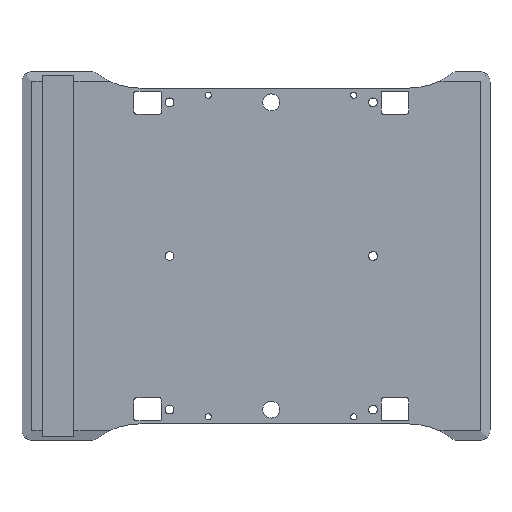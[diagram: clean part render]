
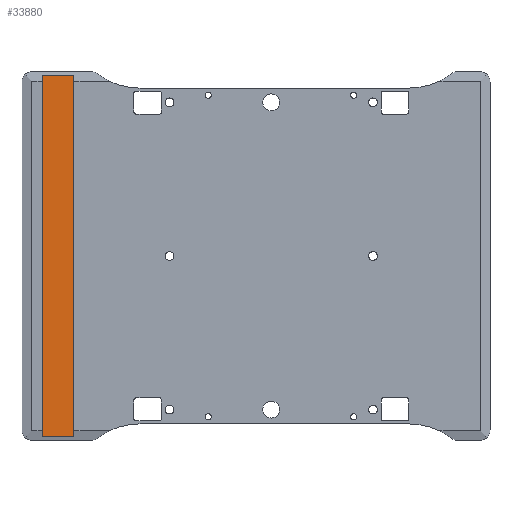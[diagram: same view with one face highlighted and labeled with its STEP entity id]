
A CAD part, front view. The second image highlights one B-rep face of the part: STEP entity #33880.
In plain terms, the highlighted free-form (B-spline) face has degree [1, 1] with [2, 2] control points.
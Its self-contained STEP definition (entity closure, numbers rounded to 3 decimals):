
#1740 = CARTESIAN_POINT ('', (-105., -0.75, 88.634));
#1750 = VERTEX_POINT ('', #1740);
#1810 = CARTESIAN_POINT ('', (-89.5, -0.75, 88.634));
#1820 = VERTEX_POINT ('', #1810);
#1830 = CARTESIAN_POINT ('', (-89.5, -0.75, 88.634));
#1840 = CARTESIAN_POINT ('', (-105., -0.75, 88.634));
#1850 = B_SPLINE_CURVE_WITH_KNOTS ('', 1, (#1830, #1840), .UNSPECIFIED., .F., .U., (2, 2), (0., 1.), .UNSPECIFIED.);
#1860 = EDGE_CURVE ('', #1820, #1750, #1850, .T.);
#3400 = CARTESIAN_POINT ('', (-105., -0.75, -88.634));
#3410 = VERTEX_POINT ('', #3400);
#3850 = CARTESIAN_POINT ('', (-89.5, -0.75, -88.634));
#3860 = VERTEX_POINT ('', #3850);
#3920 = CARTESIAN_POINT ('', (-105., -0.75, -88.634));
#3930 = CARTESIAN_POINT ('', (-89.5, -0.75, -88.634));
#3940 = B_SPLINE_CURVE_WITH_KNOTS ('', 1, (#3920, #3930), .UNSPECIFIED., .F., .U., (2, 2), (0., 1.), .UNSPECIFIED.);
#3950 = EDGE_CURVE ('', #3410, #3860, #3940, .T.);
#33600 = CARTESIAN_POINT ('', (-105., -0.75, -88.634));
#33610 = CARTESIAN_POINT ('', (-105., -0.75, 88.634));
#33620 = B_SPLINE_CURVE_WITH_KNOTS ('', 1, (#33600, #33610), .UNSPECIFIED., .F., .U., (2, 2), (0., 1.), .UNSPECIFIED.);
#33630 = EDGE_CURVE ('', #3410, #1750, #33620, .T.);
#33730 = ORIENTED_EDGE ('', *, *, #1860, .T.);
#33740 = ORIENTED_EDGE ('', *, *, #33630, .F.);
#33750 = ORIENTED_EDGE ('', *, *, #3950, .T.);
#33760 = CARTESIAN_POINT ('', (-89.5, -0.75, -88.634));
#33770 = CARTESIAN_POINT ('', (-89.5, -0.75, 88.634));
#33780 = B_SPLINE_CURVE_WITH_KNOTS ('', 1, (#33760, #33770), .UNSPECIFIED., .F., .U., (2, 2), (0., 1.), .UNSPECIFIED.);
#33790 = EDGE_CURVE ('', #3860, #1820, #33780, .T.);
#33800 = ORIENTED_EDGE ('', *, *, #33790, .T.);
#33810 = EDGE_LOOP ('', (#33730, #33740, #33750, #33800));
#33820 = FACE_OUTER_BOUND ('', #33810, .T.);
#33830 = CARTESIAN_POINT ('', (-106., -0.75, -89.634));
#33840 = CARTESIAN_POINT ('', (-106., -0.75, 89.634));
#33850 = CARTESIAN_POINT ('', (-88.5, -0.75, -89.634));
#33860 = CARTESIAN_POINT ('', (-88.5, -0.75, 89.634));
#33870 = B_SPLINE_SURFACE_WITH_KNOTS ('', 1, 1, ((#33830, #33840), (#33850, #33860)), .UNSPECIFIED., .F., .F., .U., (2, 2), (2, 2), (-0.017, 0.001), (0.001, 0.18), .UNSPECIFIED.);
#33880 = ADVANCED_FACE ('', (#33820), #33870, .T.);
